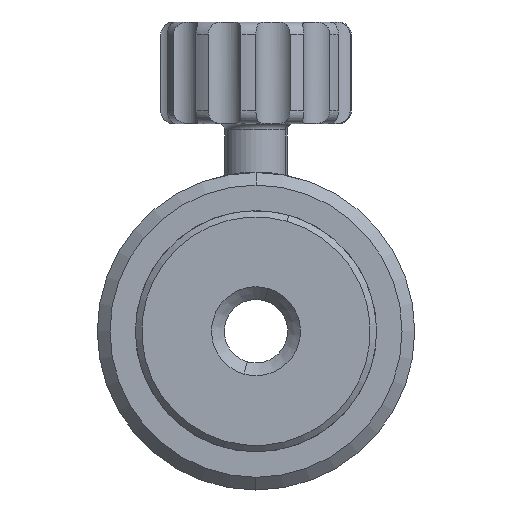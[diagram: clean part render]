
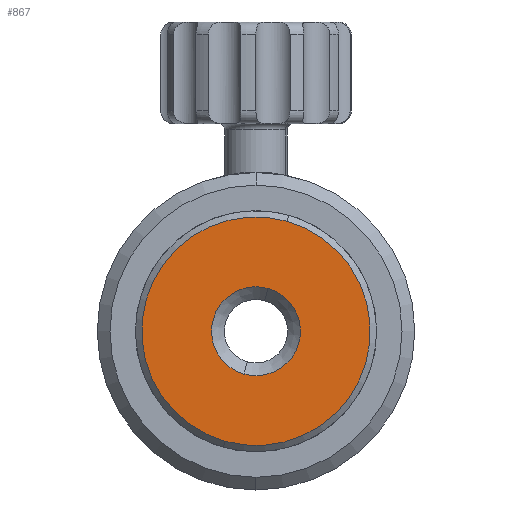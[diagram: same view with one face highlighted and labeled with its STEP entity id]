
A CAD part, front view. The second image highlights one B-rep face of the part: STEP entity #867.
In plain terms, the highlighted planar face has unit normal (0, -1, 0).
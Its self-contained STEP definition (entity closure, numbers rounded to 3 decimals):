
#10 = AXIS2_PLACEMENT_3D ( 'NONE', #2255, #2508, #2548 ) ;
#51 = EDGE_CURVE ( 'NONE', #1332, #1372, #2172, .T. ) ;
#146 = CARTESIAN_POINT ( 'NONE',  ( 0., -9.728, 0. ) ) ;
#280 = EDGE_CURVE ( 'NONE', #3707, #2532, #3563, .T. ) ;
#357 = DIRECTION ( 'NONE',  ( 0., 1., 0. ) ) ;
#538 = AXIS2_PLACEMENT_3D ( 'NONE', #146, #2730, #1583 ) ;
#619 = EDGE_CURVE ( 'NONE', #1372, #1332, #2306, .T. ) ;
#690 = ORIENTED_EDGE ( 'NONE', *, *, #619, .T. ) ;
#867 = ADVANCED_FACE ( 'NONE', ( #1252, #1618 ), #2403, .F. ) ;
#1119 = AXIS2_PLACEMENT_3D ( 'NONE', #3281, #357, #1518 ) ;
#1252 = FACE_BOUND ( 'NONE', #2937, .T. ) ;
#1332 = VERTEX_POINT ( 'NONE', #3533 ) ;
#1372 = VERTEX_POINT ( 'NONE', #2368 ) ;
#1401 = DIRECTION ( 'NONE',  ( 0.272, 0., 0.962 ) ) ;
#1518 = DIRECTION ( 'NONE',  ( 0.272, 0., 0.962 ) ) ;
#1583 = DIRECTION ( 'NONE',  ( 0.272, 0., 0.962 ) ) ;
#1618 = FACE_OUTER_BOUND ( 'NONE', #2193, .T. ) ;
#1699 = CARTESIAN_POINT ( 'NONE',  ( 0., -9.728, 0. ) ) ;
#1841 = CARTESIAN_POINT ( 'NONE',  ( 0., -9.728, 0. ) ) ;
#2044 = EDGE_CURVE ( 'NONE', #2532, #3707, #3203, .T. ) ;
#2172 = CIRCLE ( 'NONE', #538, 9. ) ;
#2193 = EDGE_LOOP ( 'NONE', ( #3183, #690 ) ) ;
#2255 = CARTESIAN_POINT ( 'NONE',  ( 0., -9.728, 0. ) ) ;
#2306 = CIRCLE ( 'NONE', #3294, 9. ) ;
#2368 = CARTESIAN_POINT ( 'NONE',  ( -2.451, -9.728, -8.66 ) ) ;
#2403 = PLANE ( 'NONE',  #3350 ) ;
#2427 = DIRECTION ( 'NONE',  ( 0.272, 0., 0.962 ) ) ;
#2451 = ORIENTED_EDGE ( 'NONE', *, *, #280, .T. ) ;
#2508 = DIRECTION ( 'NONE',  ( 0., 1., 0. ) ) ;
#2532 = VERTEX_POINT ( 'NONE', #2894 ) ;
#2548 = DIRECTION ( 'NONE',  ( 0.272, 0., 0.962 ) ) ;
#2730 = DIRECTION ( 'NONE',  ( 0., -1., 0. ) ) ;
#2894 = CARTESIAN_POINT ( 'NONE',  ( -0.953, -9.728, -3.368 ) ) ;
#2932 = ORIENTED_EDGE ( 'NONE', *, *, #2044, .T. ) ;
#2937 = EDGE_LOOP ( 'NONE', ( #2932, #2451 ) ) ;
#3183 = ORIENTED_EDGE ( 'NONE', *, *, #51, .T. ) ;
#3203 = CIRCLE ( 'NONE', #10, 3.5 ) ;
#3281 = CARTESIAN_POINT ( 'NONE',  ( 0., -9.728, 0. ) ) ;
#3294 = AXIS2_PLACEMENT_3D ( 'NONE', #1699, #3512, #1401 ) ;
#3312 = DIRECTION ( 'NONE',  ( 0., 1., 0. ) ) ;
#3350 = AXIS2_PLACEMENT_3D ( 'NONE', #1841, #3312, #2427 ) ;
#3512 = DIRECTION ( 'NONE',  ( 0., -1., 0. ) ) ;
#3533 = CARTESIAN_POINT ( 'NONE',  ( 2.451, -9.728, 8.66 ) ) ;
#3547 = CARTESIAN_POINT ( 'NONE',  ( 0.953, -9.728, 3.368 ) ) ;
#3563 = CIRCLE ( 'NONE', #1119, 3.5 ) ;
#3707 = VERTEX_POINT ( 'NONE', #3547 ) ;
